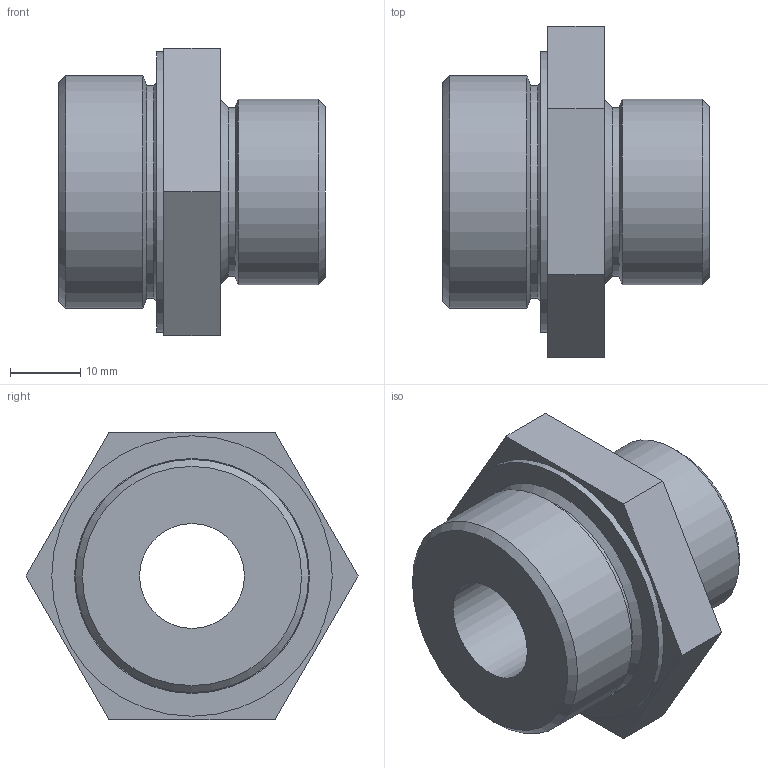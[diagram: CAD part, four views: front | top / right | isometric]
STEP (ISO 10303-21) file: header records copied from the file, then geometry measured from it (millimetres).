
FILE_DESCRIPTION (( 'STEP AP214' ), '1' );
FILE_NAME ('TUR-KN-HT25F.STEP', '2016-08-22T14:07:33', ( '' ), ( '' ), 'SwSTEP 2.0', 'SolidWorks 2016', '' );
FILE_SCHEMA (( 'AUTOMOTIVE_DESIGN' ));
Length unit declared in the file: millimetre
Products named in the file (1): TUR-KN-HT25F
Bounding box: 38 x 47.34 x 41 mm (x, y, z)
Volume: 26054.5 mm3; surface area: 8648.3 mm2
Topology: 1 solids, 1 shells, 25 faces, 56 edges, 37 vertices
Faces by surface type: plane 12, cylinder 7, cone 6
Full cylindrical faces by diameter (mm): 14.95 x1, 24.12 x1, 26.44 x1, 30.29 x1, 33.25 x1, 33.5 x1, 40 x1
Entity records: 643 total; most frequent: DIRECTION 106, CARTESIAN_POINT 92, ORIENTED_EDGE 72, AXIS2_PLACEMENT_3D 44, EDGE_LOOP 44, EDGE_CURVE 36, FACE_OUTER_BOUND 32, VERTEX_POINT 30
